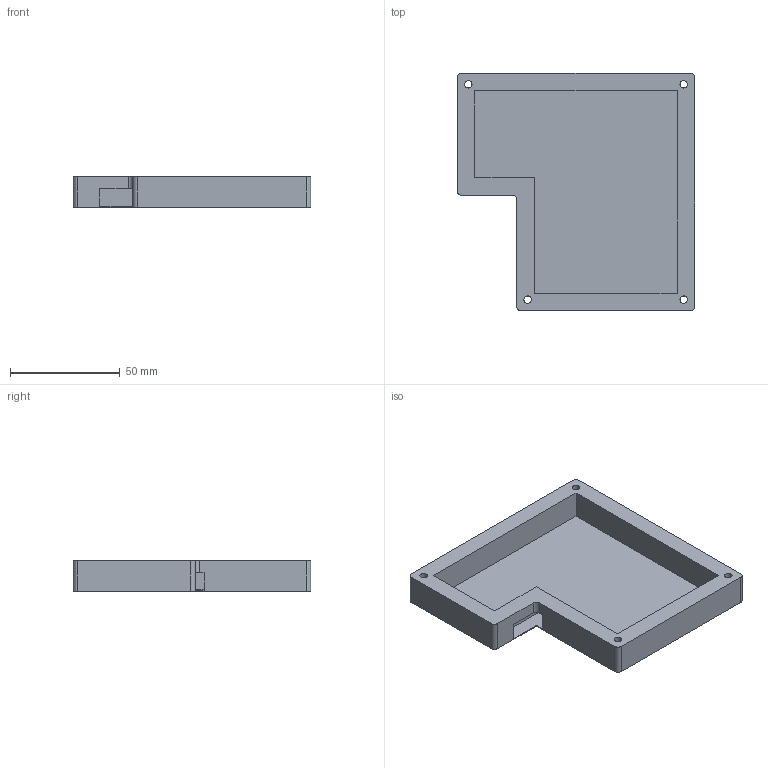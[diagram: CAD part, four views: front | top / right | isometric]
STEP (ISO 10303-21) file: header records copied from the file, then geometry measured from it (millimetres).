
FILE_DESCRIPTION(/* description */ ('','CAx-IF Rec.Pracs.---Representation and Presentation of Product Manufacturing Information (PMI)---4.0---2014-10-13'),/* implementation_level */ '2;1');
FILE_NAME(/* name */ 'Base.step',/* time_stamp */ '2025-02-16T14:30:36-05:00',/* author */ (''),/* organization */ (''),/* preprocessor_version */ 'ST-DEVELOPER v20',/* originating_system */ 'Autodesk Translation Framework v13.20.0.188',/* authorisation */ '');
FILE_SCHEMA (('AP242_MANAGED_MODEL_BASED_3D_ENGINEERING_MIM_LF { 1 0 10303 442 1 1 4 }'));
Length unit declared in the file: millimetre
Products named in the file (1): Pad
Bounding box: 108 x 108 x 14 mm (x, y, z)
Volume: 49711.5 mm3; surface area: 32295.4 mm2
Topology: 1 solids, 1 shells, 263 faces, 724 edges, 482 vertices
Faces by surface type: bspline 157, plane 92, cylinder 14
Full cylindrical faces by diameter (mm): 3.4 x4, 4.7 x4
Entity records: 9836 total; most frequent: CARTESIAN_POINT 4139, ORIENTED_EDGE 1448, EDGE_CURVE 724, DIRECTION 652, VERTEX_POINT 482, LINE 382, VECTOR 382, B_SPLINE_CURVE_WITH_KNOTS 314
